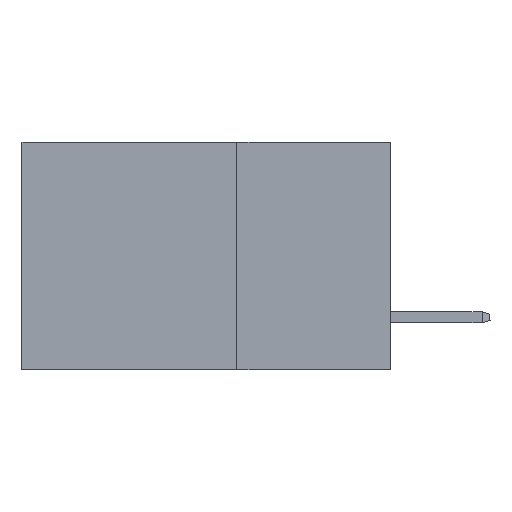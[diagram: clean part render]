
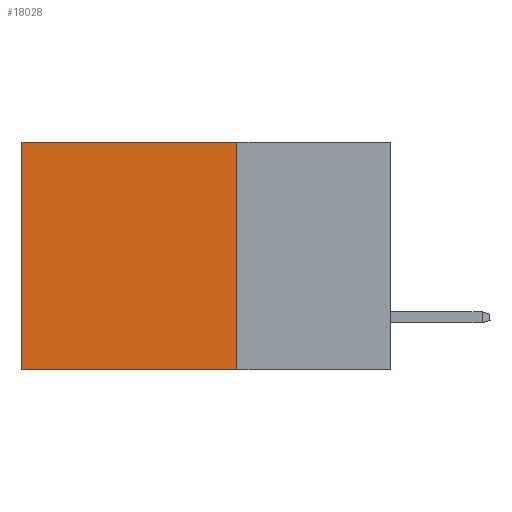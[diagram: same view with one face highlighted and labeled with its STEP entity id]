
A CAD part, left-side view. The second image highlights one B-rep face of the part: STEP entity #18028.
In plain terms, the highlighted planar face has unit normal (-1, 0, 0).
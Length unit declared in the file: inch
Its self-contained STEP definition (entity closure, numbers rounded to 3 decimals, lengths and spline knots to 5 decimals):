
#3302 = LINE ( 'NONE', #16378, #38995 ) ;
#4182 = CARTESIAN_POINT ( 'NONE',  ( 0.2875, 0.25, -0.37 ) ) ;
#4257 = ORIENTED_EDGE ( 'NONE', *, *, #7486, .F. ) ;
#5550 = VERTEX_POINT ( 'NONE', #35868 ) ;
#6606 = DIRECTION ( 'NONE',  ( 1., 0., 0. ) ) ;
#7486 = EDGE_CURVE ( 'NONE', #34018, #5550, #47441, .T. ) ;
#8499 = CARTESIAN_POINT ( 'NONE',  ( 0.2875, 0.6, 0. ) ) ;
#9420 = EDGE_CURVE ( 'NONE', #20903, #30417, #47313, .T. ) ;
#11521 = CARTESIAN_POINT ( 'NONE',  ( 0.2875, 0.25, -0.37 ) ) ;
#12550 = EDGE_CURVE ( 'NONE', #30417, #5550, #43343, .T. ) ;
#16129 = DIRECTION ( 'NONE',  ( 0., 0., -1. ) ) ;
#16378 = CARTESIAN_POINT ( 'NONE',  ( 0.2875, 0.25, 0. ) ) ;
#16747 = DIRECTION ( 'NONE',  ( 0., 1., 0. ) ) ;
#17040 = VECTOR ( 'NONE', #18851, 39.37008 ) ;
#17633 = CARTESIAN_POINT ( 'NONE',  ( 0.2875, 0.6, 0. ) ) ;
#18028 = ADVANCED_FACE ( 'NONE', ( #40456 ), #36010, .F. ) ;
#18851 = DIRECTION ( 'NONE',  ( 0., 1., 0. ) ) ;
#19467 = AXIS2_PLACEMENT_3D ( 'NONE', #21112, #6606, #43515 ) ;
#20903 = VERTEX_POINT ( 'NONE', #33847 ) ;
#21112 = CARTESIAN_POINT ( 'NONE',  ( 0.2875, 0.25, 0. ) ) ;
#24637 = VECTOR ( 'NONE', #16129, 39.37008 ) ;
#30417 = VERTEX_POINT ( 'NONE', #17633 ) ;
#31098 = ORIENTED_EDGE ( 'NONE', *, *, #9420, .T. ) ;
#33806 = ORIENTED_EDGE ( 'NONE', *, *, #12550, .T. ) ;
#33847 = CARTESIAN_POINT ( 'NONE',  ( 0.2875, 0.25, 0. ) ) ;
#34018 = VERTEX_POINT ( 'NONE', #4182 ) ;
#35868 = CARTESIAN_POINT ( 'NONE',  ( 0.2875, 0.6, -0.37 ) ) ;
#36010 = PLANE ( 'NONE',  #19467 ) ;
#38253 = ORIENTED_EDGE ( 'NONE', *, *, #48146, .F. ) ;
#38995 = VECTOR ( 'NONE', #46270, 39.37008 ) ;
#40456 = FACE_OUTER_BOUND ( 'NONE', #42851, .T. ) ;
#42851 = EDGE_LOOP ( 'NONE', ( #33806, #4257, #38253, #31098 ) ) ;
#43205 = VECTOR ( 'NONE', #16747, 39.37008 ) ;
#43343 = LINE ( 'NONE', #8499, #24637 ) ;
#43515 = DIRECTION ( 'NONE',  ( 0., 0., -1. ) ) ;
#46270 = DIRECTION ( 'NONE',  ( 0., 0., -1. ) ) ;
#46477 = CARTESIAN_POINT ( 'NONE',  ( 0.2875, 0.25, 0. ) ) ;
#47313 = LINE ( 'NONE', #46477, #43205 ) ;
#47441 = LINE ( 'NONE', #11521, #17040 ) ;
#48146 = EDGE_CURVE ( 'NONE', #20903, #34018, #3302, .T. ) ;
